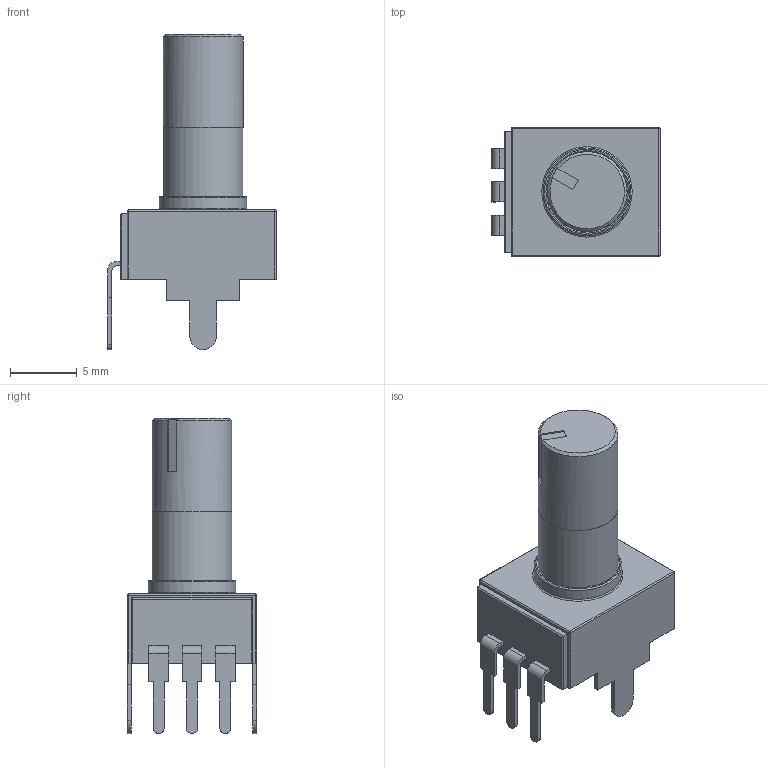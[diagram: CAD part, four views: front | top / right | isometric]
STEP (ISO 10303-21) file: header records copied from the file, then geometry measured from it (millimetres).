
FILE_DESCRIPTION(/* description */ ('Song Huei R0904N short vertical potentiometer (Shaft centered). License: CC BY-SA 4.0.'),/* implementation_level */ '2;1');
FILE_NAME(/* name */ 'bp_potentiometers.3dshapes/R0904N_short.step',/* time_stamp */ '2020-04-08T11:46:23+02:00',/* author */ ('HSBallina'),/* organization */ ('Bad Pixel'),/* preprocessor_version */ 'ST-DEVELOPER v18',/* originating_system */ 'Autodesk Translation Framework v8.12.0.6',/* authorisation */ '');
FILE_SCHEMA (('AUTOMOTIVE_DESIGN { 1 0 10303 214 3 1 1 }'));
Length unit declared in the file: millimetre
Products named in the file (1): R0904N
Bounding box: 12.65 x 9.7 x 23.7 mm (x, y, z)
Volume: 981.8 mm3; surface area: 1397.1 mm2
Topology: 7 solids, 7 shells, 110 faces, 275 edges, 181 vertices
Faces by surface type: plane 76, cylinder 26, sphere 4, torus 3, cone 1
Full cylindrical faces by diameter (mm): 6 x3, 6.6 x1
Entity records: 3328 total; most frequent: CARTESIAN_POINT 579, DIRECTION 556, ORIENTED_EDGE 550, EDGE_CURVE 275, LINE 204, VECTOR 204, VERTEX_POINT 181, AXIS2_PLACEMENT_3D 176
